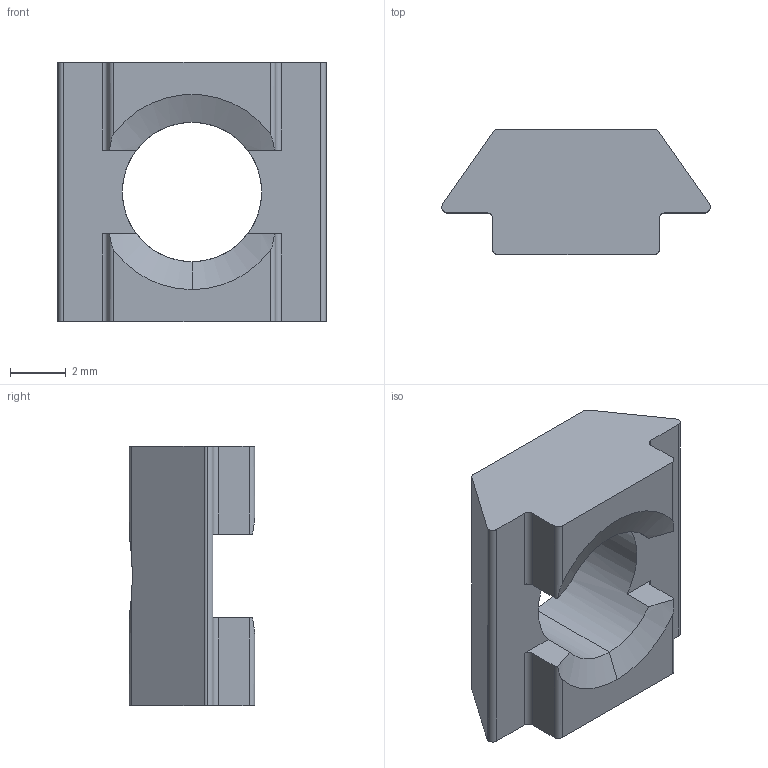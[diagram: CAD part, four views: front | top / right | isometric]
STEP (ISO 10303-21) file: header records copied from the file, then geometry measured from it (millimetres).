
FILE_DESCRIPTION (( 'STEP AP214' ), '1' );
FILE_NAME ('A265 Ñóõàðü ïàçîâûé Ì6, ïàç 6 .STEP', '2021-03-25T11:28:36', ( 'Windows User' ), ( '' ), 'SwSTEP 2.0', 'SolidWorks 2020', '' );
FILE_SCHEMA (( 'AUTOMOTIVE_DESIGN' ));
Length unit declared in the file: millimetre
Products named in the file (1): A265 Ñóõàðü ïàçîâûé Ì6, ïàç 6 
Bounding box: 9.63 x 4.5 x 9.3 mm (x, y, z)
Volume: 204.8 mm3; surface area: 310.4 mm2
Topology: 1 solids, 1 shells, 40 faces, 117 edges, 77 vertices
Faces by surface type: plane 18, cylinder 17, cone 5
Entity records: 1444 total; most frequent: CARTESIAN_POINT 309, ORIENTED_EDGE 234, DIRECTION 226, EDGE_CURVE 117, AXIS2_PLACEMENT_3D 82, VERTEX_POINT 77, LINE 62, VECTOR 62
